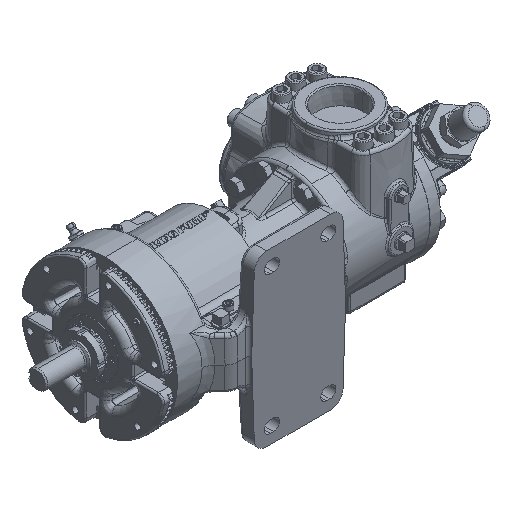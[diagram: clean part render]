
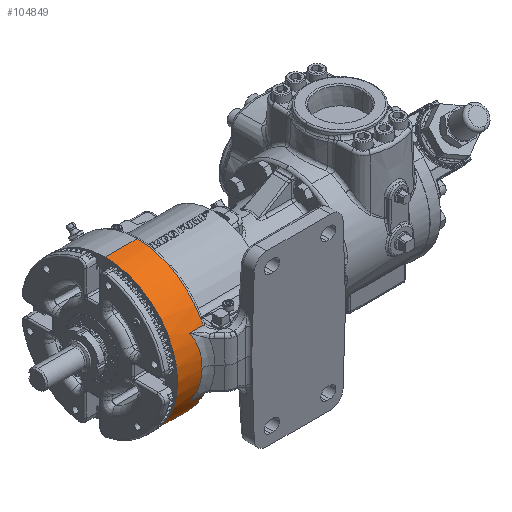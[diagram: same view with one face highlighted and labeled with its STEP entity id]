
A CAD part, isometric view. The second image highlights one B-rep face of the part: STEP entity #104849.
In plain terms, the highlighted cylindrical face has radius 73.025 mm (diameter 146.05 mm), a partial arc.
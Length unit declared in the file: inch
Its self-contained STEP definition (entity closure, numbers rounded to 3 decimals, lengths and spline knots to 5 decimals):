
#3042 = ORIENTED_EDGE ( 'NONE', *, *, #181758, .T. ) ;
#3744 = EDGE_CURVE ( 'NONE', #12575, #289629, #327574, .T. ) ;
#4660 = ORIENTED_EDGE ( 'NONE', *, *, #217092, .T. ) ;
#8670 = DIRECTION ( 'NONE',  ( -1., 0., 0. ) ) ;
#12575 = VERTEX_POINT ( 'NONE', #112940 ) ;
#16599 = CARTESIAN_POINT ( 'NONE',  ( -6.23288, -2.55801, -1.31277 ) ) ;
#23050 = CARTESIAN_POINT ( 'NONE',  ( -6.50412, -2.875, 0.41226 ) ) ;
#25439 = CARTESIAN_POINT ( 'NONE',  ( -6.23588, -2.54188, 1.34378 ) ) ;
#26553 = EDGE_CURVE ( 'NONE', #39176, #275767, #320622, .T. ) ;
#26937 = CIRCLE ( 'NONE', #129618, 2.875 ) ;
#27746 = DIRECTION ( 'NONE',  ( 0., 0., -1. ) ) ;
#35705 = DIRECTION ( 'NONE',  ( -1., 0., 0. ) ) ;
#39176 = VERTEX_POINT ( 'NONE', #286828 ) ;
#41029 = VECTOR ( 'NONE', #247314, 39.37008 ) ;
#45396 = VERTEX_POINT ( 'NONE', #93086 ) ;
#46281 = AXIS2_PLACEMENT_3D ( 'NONE', #210352, #35705, #188227 ) ;
#47024 = CARTESIAN_POINT ( 'NONE',  ( -6.23588, 0., -2.875 ) ) ;
#50948 = CARTESIAN_POINT ( 'NONE',  ( -6.21148, -2.60321, 1.22066 ) ) ;
#54899 = CARTESIAN_POINT ( 'NONE',  ( -6.23588, -2.5249, -1.37496 ) ) ;
#58929 = CARTESIAN_POINT ( 'NONE',  ( -7.5, 0., -2.875 ) ) ;
#59275 = DIRECTION ( 'NONE',  ( 1., 0., 0. ) ) ;
#62995 = ORIENTED_EDGE ( 'NONE', *, *, #120459, .T. ) ;
#64097 = CARTESIAN_POINT ( 'NONE',  ( -6.1987, -2.61696, -1.19043 ) ) ;
#69871 = CARTESIAN_POINT ( 'NONE',  ( -9.66419, 0., 0. ) ) ;
#79277 = CARTESIAN_POINT ( 'NONE',  ( -6.76192, -2.61696, 1.19043 ) ) ;
#83586 = DIRECTION ( 'NONE',  ( -1., 0., 0. ) ) ;
#88556 = DIRECTION ( 'NONE',  ( -1., 0., 0. ) ) ;
#93086 = CARTESIAN_POINT ( 'NONE',  ( -6.52802, -2.875, 0. ) ) ;
#97746 = EDGE_CURVE ( 'NONE', #289629, #259182, #317200, .T. ) ;
#104185 = CARTESIAN_POINT ( 'NONE',  ( -6.76192, -2.61696, 1.19043 ) ) ;
#104849 = ADVANCED_FACE ( 'NONE', ( #197113 ), #302174, .T. ) ;
#110569 = CARTESIAN_POINT ( 'NONE',  ( -6.23588, 0., 0. ) ) ;
#112940 = CARTESIAN_POINT ( 'NONE',  ( -6.23588, -2.5249, 1.37496 ) ) ;
#115394 = CARTESIAN_POINT ( 'NONE',  ( -9.66419, -2.61696, -1.19043 ) ) ;
#117550 = ORIENTED_EDGE ( 'NONE', *, *, #97746, .T. ) ;
#120459 = EDGE_CURVE ( 'NONE', #212459, #289536, #321896, .T. ) ;
#121776 = CARTESIAN_POINT ( 'NONE',  ( -6.50412, -2.875, -0.41226 ) ) ;
#128658 = CARTESIAN_POINT ( 'NONE',  ( -6.23588, -2.5249, 1.37496 ) ) ;
#129618 = AXIS2_PLACEMENT_3D ( 'NONE', #161523, #83586, #287141 ) ;
#131490 = CIRCLE ( 'NONE', #272314, 2.875 ) ;
#131684 = VERTEX_POINT ( 'NONE', #58929 ) ;
#138610 = EDGE_CURVE ( 'NONE', #141992, #131684, #269272, .T. ) ;
#141992 = VERTEX_POINT ( 'NONE', #47024 ) ;
#144213 =( BOUNDED_CURVE ( )  B_SPLINE_CURVE ( 3, ( #250942, #303393, #121776, #225471 ),
 .UNSPECIFIED., .F., .F. ) 
 B_SPLINE_CURVE_WITH_KNOTS ( ( 4, 4 ),
 ( 2.76403, 3.19094 ),
 .UNSPECIFIED. ) 
 CURVE ( )  GEOMETRIC_REPRESENTATION_ITEM ( )  RATIONAL_B_SPLINE_CURVE ( ( 1., 0.985, 0.985, 1. ) ) 
 REPRESENTATION_ITEM ( '' )  );
#154245 = CARTESIAN_POINT ( 'NONE',  ( -6.22067, -2.58868, 1.25121 ) ) ;
#159871 = DIRECTION ( 'NONE',  ( -1., 0., 0. ) ) ;
#161081 = VERTEX_POINT ( 'NONE', #54899 ) ;
#161131 = EDGE_CURVE ( 'NONE', #131684, #259182, #26937, .T. ) ;
#161523 = CARTESIAN_POINT ( 'NONE',  ( -7.5, 0., 0. ) ) ;
#161613 = VECTOR ( 'NONE', #59275, 39.37008 ) ;
#163038 =( BOUNDED_CURVE ( )  B_SPLINE_CURVE ( 3, ( #204425, #23050, #260357, #104185 ),
 .UNSPECIFIED., .F., .F. ) 
 B_SPLINE_CURVE_WITH_KNOTS ( ( 4, 4 ),
 ( 3.09225, 3.51916 ),
 .UNSPECIFIED. ) 
 CURVE ( )  GEOMETRIC_REPRESENTATION_ITEM ( )  RATIONAL_B_SPLINE_CURVE ( ( 1., 0.985, 0.985, 1. ) ) 
 REPRESENTATION_ITEM ( '' )  );
#169567 = CARTESIAN_POINT ( 'NONE',  ( -9.66419, 0., 2.875 ) ) ;
#172043 = EDGE_CURVE ( 'NONE', #289536, #12575, #202418, .T. ) ;
#172719 = CARTESIAN_POINT ( 'NONE',  ( -7.5, 0., 2.875 ) ) ;
#173211 = DIRECTION ( 'NONE',  ( 0., 0., 1. ) ) ;
#179644 = CARTESIAN_POINT ( 'NONE',  ( -6.1987, -2.61696, 1.19043 ) ) ;
#181758 = EDGE_CURVE ( 'NONE', #141992, #161081, #131490, .T. ) ;
#183453 = ORIENTED_EDGE ( 'NONE', *, *, #161131, .F. ) ;
#188227 = DIRECTION ( 'NONE',  ( 0., 0., -1. ) ) ;
#191150 = CARTESIAN_POINT ( 'NONE',  ( -6.23588, 0., 2.875 ) ) ;
#197113 = FACE_OUTER_BOUND ( 'NONE', #250650, .T. ) ;
#202418 = B_SPLINE_CURVE_WITH_KNOTS ( 'NONE', 3,
 ( #179644, #50948, #154245, #257764, #25439, #128658 ),
 .UNSPECIFIED., .F., .F.,
 ( 4, 2, 4 ),
 ( 0., 0.00266, 0.00532 ),
 .UNSPECIFIED. ) ;
#204425 = CARTESIAN_POINT ( 'NONE',  ( -6.52802, -2.875, 0. ) ) ;
#206271 = AXIS2_PLACEMENT_3D ( 'NONE', #69871, #88556, #173211 ) ;
#210352 = CARTESIAN_POINT ( 'NONE',  ( -6.23588, 0., 0. ) ) ;
#212459 = VERTEX_POINT ( 'NONE', #79277 ) ;
#216569 = VECTOR ( 'NONE', #296972, 39.37008 ) ;
#216989 = CARTESIAN_POINT ( 'NONE',  ( -6.76192, -2.61696, -1.19043 ) ) ;
#217092 = EDGE_CURVE ( 'NONE', #161081, #39176, #294051, .T. ) ;
#218420 = CARTESIAN_POINT ( 'NONE',  ( -6.23588, -2.5249, -1.37496 ) ) ;
#220047 = ORIENTED_EDGE ( 'NONE', *, *, #172043, .T. ) ;
#225471 = CARTESIAN_POINT ( 'NONE',  ( -6.52802, -2.875, 0. ) ) ;
#228587 = ORIENTED_EDGE ( 'NONE', *, *, #289269, .T. ) ;
#242769 = ORIENTED_EDGE ( 'NONE', *, *, #310089, .T. ) ;
#247314 = DIRECTION ( 'NONE',  ( -1., 0., 0. ) ) ;
#250650 = EDGE_LOOP ( 'NONE', ( #280811, #3042, #4660, #284546, #242769, #228587, #62995, #220047, #313073, #117550, #183453 ) ) ;
#250942 = CARTESIAN_POINT ( 'NONE',  ( -6.76192, -2.61696, -1.19043 ) ) ;
#257764 = CARTESIAN_POINT ( 'NONE',  ( -6.23288, -2.55801, 1.31277 ) ) ;
#259182 = VERTEX_POINT ( 'NONE', #172719 ) ;
#260357 = CARTESIAN_POINT ( 'NONE',  ( -6.58328, -2.78767, 0.81517 ) ) ;
#269272 = LINE ( 'NONE', #274278, #41029 ) ;
#272314 = AXIS2_PLACEMENT_3D ( 'NONE', #110569, #159871, #27746 ) ;
#274278 = CARTESIAN_POINT ( 'NONE',  ( -9.66419, 0., -2.875 ) ) ;
#275767 = VERTEX_POINT ( 'NONE', #216989 ) ;
#280811 = ORIENTED_EDGE ( 'NONE', *, *, #138610, .F. ) ;
#284546 = ORIENTED_EDGE ( 'NONE', *, *, #26553, .T. ) ;
#286828 = CARTESIAN_POINT ( 'NONE',  ( -6.1987, -2.61696, -1.19043 ) ) ;
#287141 = DIRECTION ( 'NONE',  ( 0., 1., 0. ) ) ;
#289269 = EDGE_CURVE ( 'NONE', #45396, #212459, #163038, .T. ) ;
#289536 = VERTEX_POINT ( 'NONE', #317430 ) ;
#289629 = VERTEX_POINT ( 'NONE', #191150 ) ;
#294051 = B_SPLINE_CURVE_WITH_KNOTS ( 'NONE', 3,
 ( #218420, #323400, #16599, #321705, #301403, #64097 ),
 .UNSPECIFIED., .F., .F.,
 ( 4, 2, 4 ),
 ( 0., 0.00266, 0.00532 ),
 .UNSPECIFIED. ) ;
#295493 = VECTOR ( 'NONE', #8670, 39.37008 ) ;
#296972 = DIRECTION ( 'NONE',  ( -1., 0., 0. ) ) ;
#301403 = CARTESIAN_POINT ( 'NONE',  ( -6.21148, -2.60321, -1.22066 ) ) ;
#302174 = CYLINDRICAL_SURFACE ( 'NONE', #206271, 2.875 ) ;
#303393 = CARTESIAN_POINT ( 'NONE',  ( -6.58328, -2.78767, -0.81517 ) ) ;
#310089 = EDGE_CURVE ( 'NONE', #275767, #45396, #144213, .T. ) ;
#313073 = ORIENTED_EDGE ( 'NONE', *, *, #3744, .T. ) ;
#317200 = LINE ( 'NONE', #169567, #295493 ) ;
#317430 = CARTESIAN_POINT ( 'NONE',  ( -6.1987, -2.61696, 1.19043 ) ) ;
#318575 = CARTESIAN_POINT ( 'NONE',  ( -9.66419, -2.61696, 1.19043 ) ) ;
#320622 = LINE ( 'NONE', #115394, #216569 ) ;
#321705 = CARTESIAN_POINT ( 'NONE',  ( -6.22067, -2.58868, -1.25121 ) ) ;
#321896 = LINE ( 'NONE', #318575, #161613 ) ;
#323400 = CARTESIAN_POINT ( 'NONE',  ( -6.23588, -2.54188, -1.34378 ) ) ;
#327574 = CIRCLE ( 'NONE', #46281, 2.875 ) ;
